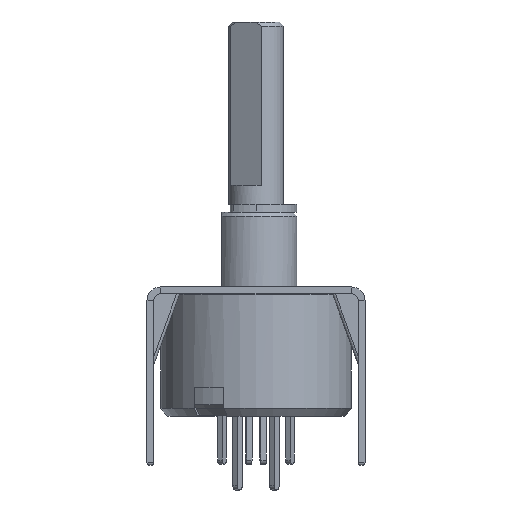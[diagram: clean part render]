
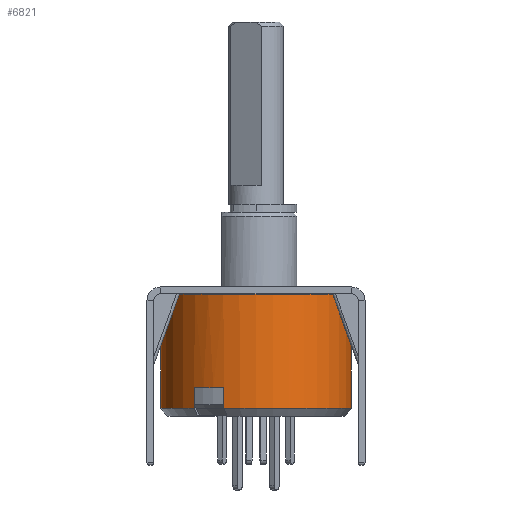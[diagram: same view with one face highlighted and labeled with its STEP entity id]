
A CAD part, front view. The second image highlights one B-rep face of the part: STEP entity #6821.
In plain terms, the highlighted cylindrical face has radius 7 mm (diameter 14 mm), a partial arc.
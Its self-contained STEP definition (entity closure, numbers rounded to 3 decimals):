
#51 = EDGE_CURVE ( 'NONE', #540, #3911, #5952, .T. ) ;
#144 = VERTEX_POINT ( 'NONE', #1842 ) ;
#327 = VECTOR ( 'NONE', #7274, 1000. ) ;
#540 = VERTEX_POINT ( 'NONE', #4080 ) ;
#1023 = CARTESIAN_POINT ( 'NONE',  ( -2.361, -6.59, -7.4 ) ) ;
#1032 = EDGE_CURVE ( 'NONE', #11353, #540, #4628, .T. ) ;
#1285 = CARTESIAN_POINT ( 'NONE',  ( -2.361, -6.59, -5.9 ) ) ;
#1450 = CYLINDRICAL_SURFACE ( 'NONE', #8798, 7. ) ;
#1737 = VECTOR ( 'NONE', #11991, 1000. ) ;
#1782 = CARTESIAN_POINT ( 'NONE',  ( -4.526, -5.34, 9. ) ) ;
#1842 = CARTESIAN_POINT ( 'NONE',  ( -4.526, -5.34, -7.4 ) ) ;
#1857 = EDGE_CURVE ( 'NONE', #144, #10401, #3437, .T. ) ;
#2297 = CARTESIAN_POINT ( 'NONE',  ( 0., 0., 9. ) ) ;
#2357 = CARTESIAN_POINT ( 'NONE',  ( -7., 0., 0.95 ) ) ;
#2383 = ORIENTED_EDGE ( 'NONE', *, *, #51, .F. ) ;
#2683 = LINE ( 'NONE', #11871, #327 ) ;
#2747 = EDGE_CURVE ( 'NONE', #3384, #9425, #5892, .T. ) ;
#3005 = ORIENTED_EDGE ( 'NONE', *, *, #2747, .T. ) ;
#3253 = DIRECTION ( 'NONE',  ( 0., 0., -1. ) ) ;
#3370 = EDGE_CURVE ( 'NONE', #5163, #10401, #2683, .T. ) ;
#3384 = VERTEX_POINT ( 'NONE', #5489 ) ;
#3437 = CIRCLE ( 'NONE', #4514, 7. ) ;
#3504 = CARTESIAN_POINT ( 'NONE',  ( 0., 0., -7.4 ) ) ;
#3546 = DIRECTION ( 'NONE',  ( 1., 0., 0. ) ) ;
#3582 = DIRECTION ( 'NONE',  ( 1., 0., 0. ) ) ;
#3875 = CARTESIAN_POINT ( 'NONE',  ( 7., 0., 0.95 ) ) ;
#3911 = VERTEX_POINT ( 'NONE', #1023 ) ;
#4080 = CARTESIAN_POINT ( 'NONE',  ( 7., 0., -7.4 ) ) ;
#4184 = AXIS2_PLACEMENT_3D ( 'NONE', #3504, #4527, #3546 ) ;
#4334 = VECTOR ( 'NONE', #7035, 1000. ) ;
#4482 = DIRECTION ( 'NONE',  ( 0., 0., -1. ) ) ;
#4514 = AXIS2_PLACEMENT_3D ( 'NONE', #7191, #4482, #3582 ) ;
#4527 = DIRECTION ( 'NONE',  ( 0., 0., -1. ) ) ;
#4628 = LINE ( 'NONE', #9615, #4334 ) ;
#5110 = VECTOR ( 'NONE', #9343, 1000. ) ;
#5163 = VERTEX_POINT ( 'NONE', #2357 ) ;
#5257 = ORIENTED_EDGE ( 'NONE', *, *, #1032, .F. ) ;
#5489 = CARTESIAN_POINT ( 'NONE',  ( -4.526, -5.34, -5.9 ) ) ;
#5669 = LINE ( 'NONE', #1782, #1737 ) ;
#5811 = EDGE_CURVE ( 'NONE', #9425, #3911, #8574, .T. ) ;
#5892 = CIRCLE ( 'NONE', #9759, 7. ) ;
#5952 = CIRCLE ( 'NONE', #4184, 7. ) ;
#6386 = CARTESIAN_POINT ( 'NONE',  ( 0., 0., -5.9 ) ) ;
#6577 = CARTESIAN_POINT ( 'NONE',  ( -2.361, -6.59, 9. ) ) ;
#6753 = DIRECTION ( 'NONE',  ( -1., 0., 0. ) ) ;
#6821 = ADVANCED_FACE ( 'NONE', ( #7127 ), #1450, .T. ) ;
#7035 = DIRECTION ( 'NONE',  ( 0., 0., -1. ) ) ;
#7127 = FACE_OUTER_BOUND ( 'NONE', #7410, .T. ) ;
#7191 = CARTESIAN_POINT ( 'NONE',  ( 0., 0., -7.4 ) ) ;
#7274 = DIRECTION ( 'NONE',  ( 0., 0., -1. ) ) ;
#7280 = DIRECTION ( 'NONE',  ( -1., 0., 0. ) ) ;
#7410 = EDGE_LOOP ( 'NONE', ( #5257, #8980, #12026, #10310, #10637, #3005, #9619, #2383 ) ) ;
#7667 = CARTESIAN_POINT ( 'NONE',  ( 0., 0., 0.95 ) ) ;
#7774 = EDGE_CURVE ( 'NONE', #144, #3384, #5669, .T. ) ;
#8574 = LINE ( 'NONE', #6577, #5110 ) ;
#8690 = DIRECTION ( 'NONE',  ( -1., 0., 0. ) ) ;
#8798 = AXIS2_PLACEMENT_3D ( 'NONE', #2297, #3253, #8690 ) ;
#8980 = ORIENTED_EDGE ( 'NONE', *, *, #9258, .T. ) ;
#9258 = EDGE_CURVE ( 'NONE', #11353, #5163, #10829, .T. ) ;
#9343 = DIRECTION ( 'NONE',  ( 0., 0., -1. ) ) ;
#9425 = VERTEX_POINT ( 'NONE', #1285 ) ;
#9580 = AXIS2_PLACEMENT_3D ( 'NONE', #7667, #11388, #6753 ) ;
#9615 = CARTESIAN_POINT ( 'NONE',  ( 7., 0., 9. ) ) ;
#9619 = ORIENTED_EDGE ( 'NONE', *, *, #5811, .T. ) ;
#9759 = AXIS2_PLACEMENT_3D ( 'NONE', #6386, #11798, #7280 ) ;
#10310 = ORIENTED_EDGE ( 'NONE', *, *, #1857, .F. ) ;
#10401 = VERTEX_POINT ( 'NONE', #12008 ) ;
#10637 = ORIENTED_EDGE ( 'NONE', *, *, #7774, .T. ) ;
#10829 = CIRCLE ( 'NONE', #9580, 7. ) ;
#11353 = VERTEX_POINT ( 'NONE', #3875 ) ;
#11388 = DIRECTION ( 'NONE',  ( 0., 0., -1. ) ) ;
#11798 = DIRECTION ( 'NONE',  ( 0., 0., 1. ) ) ;
#11871 = CARTESIAN_POINT ( 'NONE',  ( -7., 0., 9. ) ) ;
#11991 = DIRECTION ( 'NONE',  ( 0., 0., 1. ) ) ;
#12008 = CARTESIAN_POINT ( 'NONE',  ( -7., 0., -7.4 ) ) ;
#12026 = ORIENTED_EDGE ( 'NONE', *, *, #3370, .T. ) ;
